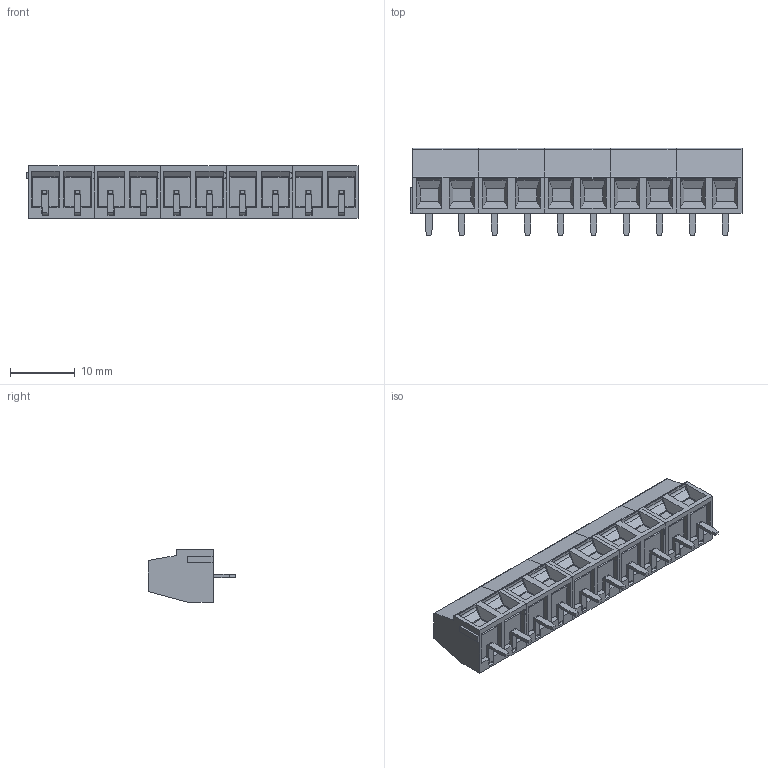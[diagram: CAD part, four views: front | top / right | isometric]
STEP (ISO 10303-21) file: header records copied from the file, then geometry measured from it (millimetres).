
FILE_DESCRIPTION (( 'STEP AP214' ), '1' );
FILE_NAME ('DB128V-5.08-10P-GN-S.STEP', '2024-07-08T13:42:26', ( '' ), ( '' ), 'SwSTEP 2.0', 'SolidWorks 2020', '' );
FILE_SCHEMA (( 'AUTOMOTIVE_DESIGN' ));
Length unit declared in the file: inch
Products named in the file (2): 1729128.stp; DB128V-5.08-10P-GN-S
Assembly tree (5 placements, depth 2):
  DB128V-5.08-10P-GN-S
    1729128.stp  x5
Bounding box: 51.2 x 13.5 x 8.1 mm (x, y, z)
Volume: 2720.4 mm3; surface area: 6304.8 mm2
Topology: 40 solids, 45 shells, 940 faces, 2340 edges, 1520 vertices
Faces by surface type: plane 685, cylinder 195, torus 60
Entity records: 6013 total; most frequent: CARTESIAN_POINT 1080, DIRECTION 950, ORIENTED_EDGE 936, EDGE_CURVE 468, LINE 354, VECTOR 354, VERTEX_POINT 304, AXIS2_PLACEMENT_3D 298
